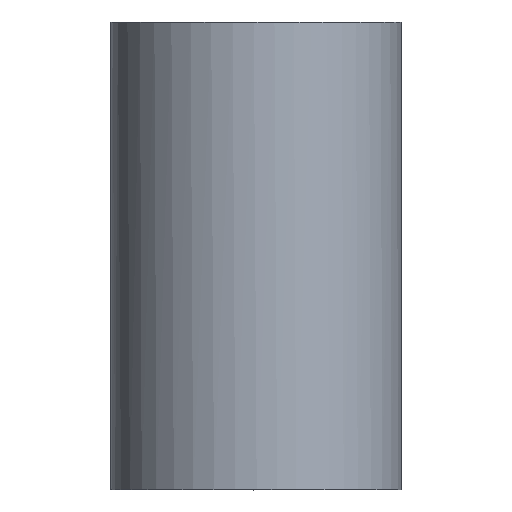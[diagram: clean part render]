
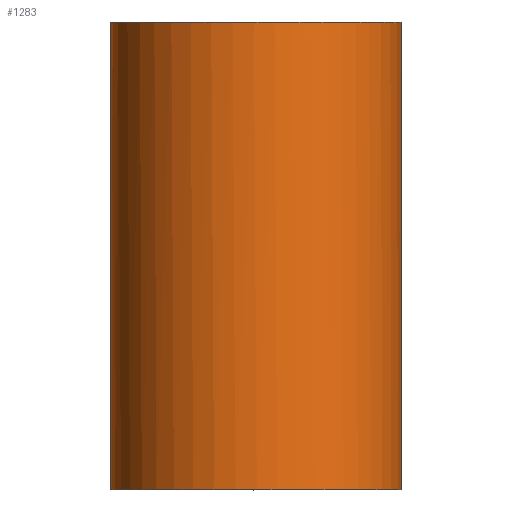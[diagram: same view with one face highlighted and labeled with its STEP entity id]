
A CAD part, top view. The second image highlights one B-rep face of the part: STEP entity #1283.
In plain terms, the highlighted free-form (B-spline) face has degree [2, 1] with [9, 2] control points.
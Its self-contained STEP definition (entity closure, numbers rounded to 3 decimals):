
#96 = EDGE_CURVE('',#97,#97,#99,.T.);
#97 = VERTEX_POINT('',#98);
#98 = CARTESIAN_POINT('',(-10.32,-11.628,
    0.));
#99 = ( BOUNDED_CURVE() B_SPLINE_CURVE(2,(#100,#101,#102,#103,#104,#105,
#106),.UNSPECIFIED.,.T.,.F.) B_SPLINE_CURVE_WITH_KNOTS((3,2,2,3),(
    3.142,5.236,7.33,9.425),
.PIECEWISE_BEZIER_KNOTS.) CURVE() GEOMETRIC_REPRESENTATION_ITEM() 
RATIONAL_B_SPLINE_CURVE((1.,0.5,1.,0.5,1.,0.5,1.)) REPRESENTATION_ITEM(
  '') );
#100 = CARTESIAN_POINT('',(-10.32,-11.628,
    0.));
#101 = CARTESIAN_POINT('',(-10.32,-11.628,
    -17.875));
#102 = CARTESIAN_POINT('',(5.16,-11.628,
    -8.937));
#103 = CARTESIAN_POINT('',(20.64,-11.628,
    0.));
#104 = CARTESIAN_POINT('',(5.16,-11.628,8.937
    ));
#105 = CARTESIAN_POINT('',(-10.32,-11.628,
    17.875));
#106 = CARTESIAN_POINT('',(-10.32,-11.628,
    0.));
#1283 = ADVANCED_FACE('',(#1284),#1305,.T.);
#1284 = FACE_BOUND('',#1285,.T.);
#1285 = EDGE_LOOP('',(#1286,#1298,#1303,#1304));
#1286 = ORIENTED_EDGE('',*,*,#1287,.F.);
#1287 = EDGE_CURVE('',#1288,#1288,#1290,.T.);
#1288 = VERTEX_POINT('',#1289);
#1289 = CARTESIAN_POINT('',(-10.32,21.595,
    0.));
#1290 = ( BOUNDED_CURVE() B_SPLINE_CURVE(2,(#1291,#1292,#1293,#1294,
#1295,#1296,#1297),.UNSPECIFIED.,.T.,.F.) B_SPLINE_CURVE_WITH_KNOTS((3,2
    ,2,3),(3.142,5.236,7.33,9.425),
.PIECEWISE_BEZIER_KNOTS.) CURVE() GEOMETRIC_REPRESENTATION_ITEM() 
RATIONAL_B_SPLINE_CURVE((1.,0.5,1.,0.5,1.,0.5,1.)) REPRESENTATION_ITEM(
  '') );
#1291 = CARTESIAN_POINT('',(-10.32,21.595,
    0.));
#1292 = CARTESIAN_POINT('',(-10.32,21.595,
    17.875));
#1293 = CARTESIAN_POINT('',(5.16,21.595,
    8.937));
#1294 = CARTESIAN_POINT('',(20.64,21.595,
    0.));
#1295 = CARTESIAN_POINT('',(5.16,21.595,
    -8.937));
#1296 = CARTESIAN_POINT('',(-10.32,21.595,
    -17.875));
#1297 = CARTESIAN_POINT('',(-10.32,21.595,
    0.));
#1298 = ORIENTED_EDGE('',*,*,#1299,.T.);
#1299 = EDGE_CURVE('',#1288,#97,#1300,.T.);
#1300 = B_SPLINE_CURVE_WITH_KNOTS('',1,(#1301,#1302),.UNSPECIFIED.,.F.,
  .F.,(2,2),(-26.,14.),.PIECEWISE_BEZIER_KNOTS.);
#1301 = CARTESIAN_POINT('',(-10.32,21.595,
    0.));
#1302 = CARTESIAN_POINT('',(-10.32,-11.628,
    0.));
#1303 = ORIENTED_EDGE('',*,*,#96,.F.);
#1304 = ORIENTED_EDGE('',*,*,#1299,.F.);
#1305 = ( BOUNDED_SURFACE() B_SPLINE_SURFACE(2,1,(
    (#1306,#1307)
    ,(#1308,#1309)
    ,(#1310,#1311)
    ,(#1312,#1313)
    ,(#1314,#1315)
    ,(#1316,#1317)
    ,(#1318,#1319)
    ,(#1320,#1321)
    ,(#1322,#1323
)),.UNSPECIFIED.,.T.,.F.,.F.) B_SPLINE_SURFACE_WITH_KNOTS((3,2,2,2,3),(2
    ,2),(-3.142,-2.094,0.,2.094,3.142)
,(-14.,26.),.UNSPECIFIED.) GEOMETRIC_REPRESENTATION_ITEM() 
RATIONAL_B_SPLINE_SURFACE((
    (0.75,0.75)
    ,(0.75,0.75)
    ,(1.,1.)
    ,(0.5,0.5)
    ,(1.,1.)
    ,(0.5,0.5)
    ,(1.,1.)
    ,(0.75,0.75)
,(0.75,0.75))) REPRESENTATION_ITEM('') SURFACE() );
#1306 = CARTESIAN_POINT('',(-10.32,-11.628,
    0.));
#1307 = CARTESIAN_POINT('',(-10.32,21.595,
    0.));
#1308 = CARTESIAN_POINT('',(-10.32,-11.628,
    5.958));
#1309 = CARTESIAN_POINT('',(-10.32,21.595,
    5.958));
#1310 = CARTESIAN_POINT('',(-5.16,-11.628,
    8.937));
#1311 = CARTESIAN_POINT('',(-5.16,21.595,
    8.937));
#1312 = CARTESIAN_POINT('',(10.32,-11.628,
    17.875));
#1313 = CARTESIAN_POINT('',(10.32,21.595,
    17.875));
#1314 = CARTESIAN_POINT('',(10.32,-11.628,
    0.));
#1315 = CARTESIAN_POINT('',(10.32,21.595,
    0.));
#1316 = CARTESIAN_POINT('',(10.32,-11.628,
    -17.875));
#1317 = CARTESIAN_POINT('',(10.32,21.595,
    -17.875));
#1318 = CARTESIAN_POINT('',(-5.16,-11.628,
    -8.937));
#1319 = CARTESIAN_POINT('',(-5.16,21.595,
    -8.937));
#1320 = CARTESIAN_POINT('',(-10.32,-11.628,
    -5.958));
#1321 = CARTESIAN_POINT('',(-10.32,21.595,
    -5.958));
#1322 = CARTESIAN_POINT('',(-10.32,-11.628,
    0.));
#1323 = CARTESIAN_POINT('',(-10.32,21.595,
    0.));
